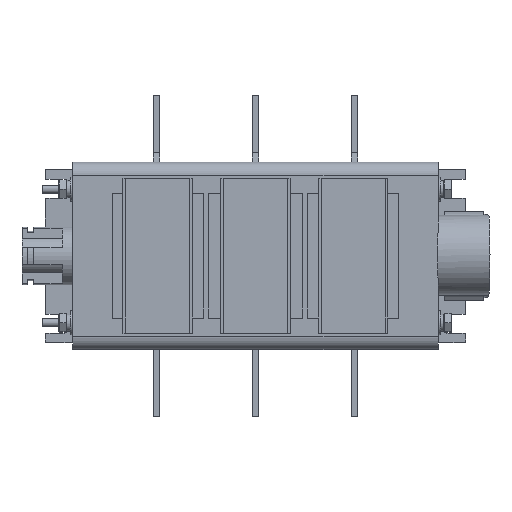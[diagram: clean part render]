
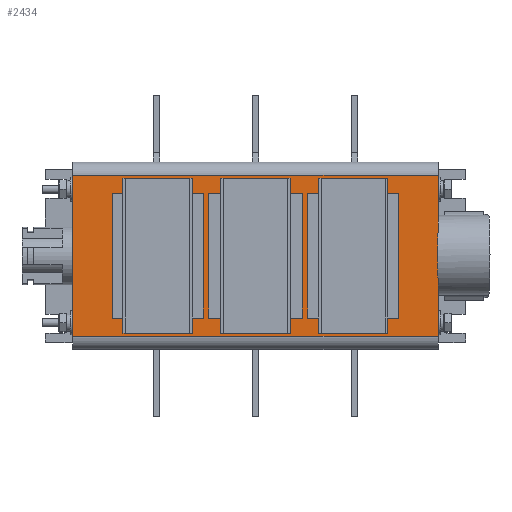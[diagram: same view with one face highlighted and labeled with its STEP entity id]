
A CAD part, top view. The second image highlights one B-rep face of the part: STEP entity #2434.
In plain terms, the highlighted planar face has unit normal (0, 0, 1).
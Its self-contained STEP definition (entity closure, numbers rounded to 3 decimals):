
#158 = VERTEX_POINT ( 'NONE', #7347 ) ;
#215 = ORIENTED_EDGE ( 'NONE', *, *, #20139, .F. ) ;
#337 = VECTOR ( 'NONE', #18993, 1000. ) ;
#442 = VERTEX_POINT ( 'NONE', #3649 ) ;
#668 = ORIENTED_EDGE ( 'NONE', *, *, #6401, .F. ) ;
#733 = DIRECTION ( 'NONE',  ( 0., 1., 0. ) ) ;
#773 = LINE ( 'NONE', #3800, #20867 ) ;
#806 = DIRECTION ( 'NONE',  ( 0., 1., 0. ) ) ;
#1057 = LINE ( 'NONE', #12897, #8532 ) ;
#1145 = ORIENTED_EDGE ( 'NONE', *, *, #4848, .F. ) ;
#1518 = CARTESIAN_POINT ( 'NONE',  ( -53.5, -23.25, 107.4 ) ) ;
#1662 = LINE ( 'NONE', #15631, #337 ) ;
#1897 = EDGE_LOOP ( 'NONE', ( #5750, #1145, #18245, #13109 ) ) ;
#2196 = EDGE_CURVE ( 'NONE', #20035, #5205, #1662, .T. ) ;
#2310 = LINE ( 'NONE', #7224, #10859 ) ;
#2434 = ADVANCED_FACE ( 'NONE', ( #17986, #15047, #18413, #2989 ), #16611, .F. ) ;
#2808 = LINE ( 'NONE', #9514, #5060 ) ;
#2846 = EDGE_LOOP ( 'NONE', ( #5888, #3669, #19864, #16808 ) ) ;
#2989 = FACE_OUTER_BOUND ( 'NONE', #2846, .T. ) ;
#3100 = DIRECTION ( 'NONE',  ( 0., 0., -1. ) ) ;
#3188 = VECTOR ( 'NONE', #733, 1000. ) ;
#3602 = EDGE_CURVE ( 'NONE', #442, #8306, #14939, .T. ) ;
#3612 = VECTOR ( 'NONE', #16510, 1000. ) ;
#3649 = CARTESIAN_POINT ( 'NONE',  ( -17.5, -23.25, 107.4 ) ) ;
#3669 = ORIENTED_EDGE ( 'NONE', *, *, #13775, .T. ) ;
#3800 = CARTESIAN_POINT ( 'NONE',  ( -53.5, 23.25, 107.4 ) ) ;
#3874 = VECTOR ( 'NONE', #5531, 1000. ) ;
#4651 = EDGE_CURVE ( 'NONE', #15344, #7599, #7180, .T. ) ;
#4848 = EDGE_CURVE ( 'NONE', #8306, #6488, #2808, .T. ) ;
#4895 = EDGE_CURVE ( 'NONE', #7599, #21200, #16873, .T. ) ;
#5060 = VECTOR ( 'NONE', #806, 1000. ) ;
#5205 = VERTEX_POINT ( 'NONE', #6134 ) ;
#5531 = DIRECTION ( 'NONE',  ( -1., 0., 0. ) ) ;
#5750 = ORIENTED_EDGE ( 'NONE', *, *, #11647, .F. ) ;
#5888 = ORIENTED_EDGE ( 'NONE', *, *, #20374, .T. ) ;
#6134 = CARTESIAN_POINT ( 'NONE',  ( -68.2, 30., 107.4 ) ) ;
#6339 = CARTESIAN_POINT ( 'NONE',  ( -17.5, -23.25, 107.4 ) ) ;
#6401 = EDGE_CURVE ( 'NONE', #18959, #158, #773, .T. ) ;
#6463 = EDGE_LOOP ( 'NONE', ( #668, #16390, #17083, #6775 ) ) ;
#6488 = VERTEX_POINT ( 'NONE', #16296 ) ;
#6616 = EDGE_CURVE ( 'NONE', #20035, #11490, #13815, .T. ) ;
#6775 = ORIENTED_EDGE ( 'NONE', *, *, #16398, .F. ) ;
#6888 = CARTESIAN_POINT ( 'NONE',  ( -68.2, -30., 107.4 ) ) ;
#7038 = CARTESIAN_POINT ( 'NONE',  ( 53.5, -23.25, 107.4 ) ) ;
#7146 = ORIENTED_EDGE ( 'NONE', *, *, #13889, .F. ) ;
#7180 = LINE ( 'NONE', #17573, #20042 ) ;
#7191 = VECTOR ( 'NONE', #20075, 1000. ) ;
#7207 = CARTESIAN_POINT ( 'NONE',  ( -17.5, 23.25, 107.4 ) ) ;
#7224 = CARTESIAN_POINT ( 'NONE',  ( 53.5, -23.25, 107.4 ) ) ;
#7347 = CARTESIAN_POINT ( 'NONE',  ( -53.5, 23.25, 107.4 ) ) ;
#7502 = VECTOR ( 'NONE', #8999, 1000. ) ;
#7599 = VERTEX_POINT ( 'NONE', #9073 ) ;
#7801 = LINE ( 'NONE', #11260, #12415 ) ;
#7986 = CARTESIAN_POINT ( 'NONE',  ( 68.2, -35., 107.4 ) ) ;
#8093 = DIRECTION ( 'NONE',  ( 0., 1., 0. ) ) ;
#8306 = VERTEX_POINT ( 'NONE', #11780 ) ;
#8423 = CARTESIAN_POINT ( 'NONE',  ( -53.5, -23.25, 107.4 ) ) ;
#8532 = VECTOR ( 'NONE', #16573, 1000. ) ;
#8678 = CARTESIAN_POINT ( 'NONE',  ( -19.5, 23.25, 107.4 ) ) ;
#8759 = VECTOR ( 'NONE', #20198, 1000. ) ;
#8999 = DIRECTION ( 'NONE',  ( -1., 0., 0. ) ) ;
#9073 = CARTESIAN_POINT ( 'NONE',  ( 19.5, 23.25, 107.4 ) ) ;
#9284 = VERTEX_POINT ( 'NONE', #7038 ) ;
#9514 = CARTESIAN_POINT ( 'NONE',  ( 17.5, -23.25, 107.4 ) ) ;
#9782 = EDGE_CURVE ( 'NONE', #11936, #442, #7801, .T. ) ;
#9875 = CARTESIAN_POINT ( 'NONE',  ( 19.5, -23.25, 107.4 ) ) ;
#10053 = DIRECTION ( 'NONE',  ( 0., -1., 0. ) ) ;
#10075 = CARTESIAN_POINT ( 'NONE',  ( -17.5, 23.25, 107.4 ) ) ;
#10087 = LINE ( 'NONE', #8423, #13302 ) ;
#10859 = VECTOR ( 'NONE', #12364, 1000. ) ;
#11260 = CARTESIAN_POINT ( 'NONE',  ( -17.5, -23.25, 107.4 ) ) ;
#11490 = VERTEX_POINT ( 'NONE', #18615 ) ;
#11635 = CARTESIAN_POINT ( 'NONE',  ( 68.2, 30., 107.4 ) ) ;
#11647 = EDGE_CURVE ( 'NONE', #6488, #11936, #14246, .T. ) ;
#11780 = CARTESIAN_POINT ( 'NONE',  ( 17.5, -23.25, 107.4 ) ) ;
#11936 = VERTEX_POINT ( 'NONE', #10075 ) ;
#12216 = DIRECTION ( 'NONE',  ( 1., 0., 0. ) ) ;
#12364 = DIRECTION ( 'NONE',  ( 0., 1., 0. ) ) ;
#12415 = VECTOR ( 'NONE', #14614, 1000. ) ;
#12568 = VECTOR ( 'NONE', #10053, 1000. ) ;
#12897 = CARTESIAN_POINT ( 'NONE',  ( 19.5, -23.25, 107.4 ) ) ;
#13109 = ORIENTED_EDGE ( 'NONE', *, *, #9782, .F. ) ;
#13168 = AXIS2_PLACEMENT_3D ( 'NONE', #18305, #3100, #13259 ) ;
#13249 = LINE ( 'NONE', #1518, #7191 ) ;
#13259 = DIRECTION ( 'NONE',  ( -1., 0., 0. ) ) ;
#13302 = VECTOR ( 'NONE', #12216, 1000. ) ;
#13775 = EDGE_CURVE ( 'NONE', #20866, #5205, #20959, .T. ) ;
#13809 = EDGE_CURVE ( 'NONE', #19910, #18959, #15810, .T. ) ;
#13815 = LINE ( 'NONE', #16945, #8759 ) ;
#13878 = DIRECTION ( 'NONE',  ( -1., 0., 0. ) ) ;
#13887 = EDGE_LOOP ( 'NONE', ( #19850, #215, #7146, #16533 ) ) ;
#13889 = EDGE_CURVE ( 'NONE', #21200, #9284, #1057, .T. ) ;
#14246 = LINE ( 'NONE', #7207, #3874 ) ;
#14614 = DIRECTION ( 'NONE',  ( 0., -1., 0. ) ) ;
#14939 = LINE ( 'NONE', #6339, #3612 ) ;
#14971 = CARTESIAN_POINT ( 'NONE',  ( 19.5, -23.25, 107.4 ) ) ;
#15047 = FACE_BOUND ( 'NONE', #13887, .T. ) ;
#15344 = VERTEX_POINT ( 'NONE', #20712 ) ;
#15484 = CARTESIAN_POINT ( 'NONE',  ( -53.5, -23.25, 107.4 ) ) ;
#15631 = CARTESIAN_POINT ( 'NONE',  ( -68.2, -35., 107.4 ) ) ;
#15810 = LINE ( 'NONE', #17272, #3188 ) ;
#15849 = DIRECTION ( 'NONE',  ( -1., 0., 0. ) ) ;
#16296 = CARTESIAN_POINT ( 'NONE',  ( 17.5, 23.25, 107.4 ) ) ;
#16390 = ORIENTED_EDGE ( 'NONE', *, *, #13809, .F. ) ;
#16398 = EDGE_CURVE ( 'NONE', #158, #16581, #13249, .T. ) ;
#16510 = DIRECTION ( 'NONE',  ( 1., 0., 0. ) ) ;
#16533 = ORIENTED_EDGE ( 'NONE', *, *, #4895, .F. ) ;
#16573 = DIRECTION ( 'NONE',  ( 1., 0., 0. ) ) ;
#16581 = VERTEX_POINT ( 'NONE', #15484 ) ;
#16611 = PLANE ( 'NONE',  #13168 ) ;
#16808 = ORIENTED_EDGE ( 'NONE', *, *, #6616, .T. ) ;
#16873 = LINE ( 'NONE', #14971, #12568 ) ;
#16945 = CARTESIAN_POINT ( 'NONE',  ( 168.476, -30., 107.4 ) ) ;
#17083 = ORIENTED_EDGE ( 'NONE', *, *, #17774, .F. ) ;
#17272 = CARTESIAN_POINT ( 'NONE',  ( -19.5, -23.25, 107.4 ) ) ;
#17573 = CARTESIAN_POINT ( 'NONE',  ( 19.5, 23.25, 107.4 ) ) ;
#17774 = EDGE_CURVE ( 'NONE', #16581, #19910, #10087, .T. ) ;
#17986 = FACE_BOUND ( 'NONE', #6463, .T. ) ;
#18245 = ORIENTED_EDGE ( 'NONE', *, *, #3602, .F. ) ;
#18305 = CARTESIAN_POINT ( 'NONE',  ( 168.476, -35., 107.4 ) ) ;
#18357 = VECTOR ( 'NONE', #8093, 1000. ) ;
#18413 = FACE_BOUND ( 'NONE', #1897, .T. ) ;
#18615 = CARTESIAN_POINT ( 'NONE',  ( 68.2, -30., 107.4 ) ) ;
#18954 = CARTESIAN_POINT ( 'NONE',  ( 168.476, 30., 107.4 ) ) ;
#18959 = VERTEX_POINT ( 'NONE', #8678 ) ;
#18993 = DIRECTION ( 'NONE',  ( 0., 1., 0. ) ) ;
#19734 = LINE ( 'NONE', #7986, #18357 ) ;
#19850 = ORIENTED_EDGE ( 'NONE', *, *, #4651, .F. ) ;
#19864 = ORIENTED_EDGE ( 'NONE', *, *, #2196, .F. ) ;
#19865 = CARTESIAN_POINT ( 'NONE',  ( -19.5, -23.25, 107.4 ) ) ;
#19910 = VERTEX_POINT ( 'NONE', #19865 ) ;
#20035 = VERTEX_POINT ( 'NONE', #6888 ) ;
#20042 = VECTOR ( 'NONE', #13878, 1000. ) ;
#20075 = DIRECTION ( 'NONE',  ( 0., -1., 0. ) ) ;
#20139 = EDGE_CURVE ( 'NONE', #9284, #15344, #2310, .T. ) ;
#20198 = DIRECTION ( 'NONE',  ( 1., 0., 0. ) ) ;
#20374 = EDGE_CURVE ( 'NONE', #11490, #20866, #19734, .T. ) ;
#20712 = CARTESIAN_POINT ( 'NONE',  ( 53.5, 23.25, 107.4 ) ) ;
#20866 = VERTEX_POINT ( 'NONE', #11635 ) ;
#20867 = VECTOR ( 'NONE', #15849, 1000. ) ;
#20959 = LINE ( 'NONE', #18954, #7502 ) ;
#21200 = VERTEX_POINT ( 'NONE', #9875 ) ;
